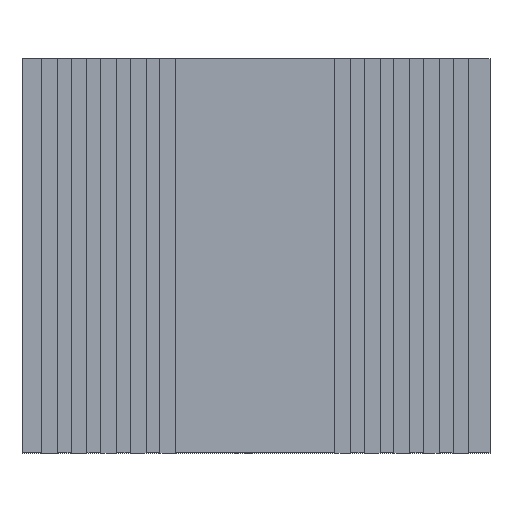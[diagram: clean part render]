
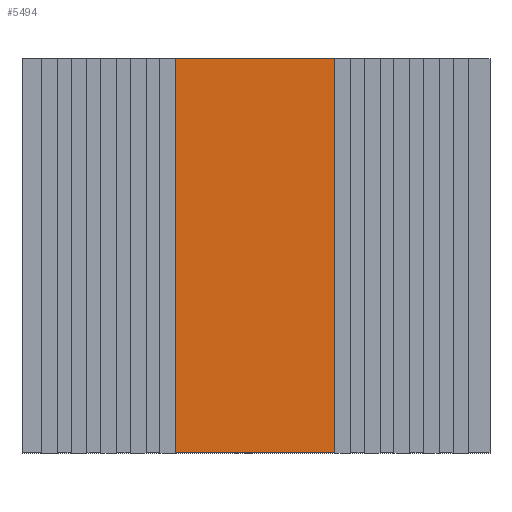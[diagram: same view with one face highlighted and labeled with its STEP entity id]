
A CAD part, top view. The second image highlights one B-rep face of the part: STEP entity #5494.
In plain terms, the highlighted planar face has unit normal (0, 0, 1).
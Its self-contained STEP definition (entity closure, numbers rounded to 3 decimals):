
#627 = PLANE('',#628);
#628 = AXIS2_PLACEMENT_3D('',#629,#630,#631);
#629 = CARTESIAN_POINT('',(-47.5,40.,0.));
#630 = DIRECTION('',(0.,1.,0.));
#631 = DIRECTION('',(1.,0.,0.));
#654 = PLANE('',#655);
#655 = AXIS2_PLACEMENT_3D('',#656,#657,#658);
#656 = CARTESIAN_POINT('',(-16.325,-40.,-10.));
#657 = DIRECTION('',(1.,0.,0.));
#658 = DIRECTION('',(0.,0.,1.));
#1902 = PLANE('',#1903);
#1903 = AXIS2_PLACEMENT_3D('',#1904,#1905,#1906);
#1904 = CARTESIAN_POINT('',(16.,-40.,2.));
#1905 = DIRECTION('',(-1.,0.,0.));
#1906 = DIRECTION('',(0.,0.,-1.));
#1930 = PLANE('',#1931);
#1931 = AXIS2_PLACEMENT_3D('',#1932,#1933,#1934);
#1932 = CARTESIAN_POINT('',(47.5,-40.,0.));
#1933 = DIRECTION('',(0.,-1.,0.));
#1934 = DIRECTION('',(-1.,0.,0.));
#3292 = VERTEX_POINT('',#3293);
#3293 = CARTESIAN_POINT('',(-16.325,40.,2.));
#3312 = EDGE_CURVE('',#3313,#3292,#3315,.T.);
#3313 = VERTEX_POINT('',#3314);
#3314 = CARTESIAN_POINT('',(-16.325,-40.,2.));
#3315 = SURFACE_CURVE('',#3316,(#3320,#3327),.PCURVE_S1.);
#3316 = LINE('',#3317,#3318);
#3317 = CARTESIAN_POINT('',(-16.325,-40.,2.));
#3318 = VECTOR('',#3319,1.);
#3319 = DIRECTION('',(0.,1.,0.));
#3320 = PCURVE('',#654,#3321);
#3321 = DEFINITIONAL_REPRESENTATION('',(#3322),#3326);
#3322 = LINE('',#3323,#3324);
#3323 = CARTESIAN_POINT('',(12.,0.));
#3324 = VECTOR('',#3325,1.);
#3325 = DIRECTION('',(0.,-1.));
#3326 = ( GEOMETRIC_REPRESENTATION_CONTEXT(2) 
PARAMETRIC_REPRESENTATION_CONTEXT() REPRESENTATION_CONTEXT('2D SPACE',''
  ) );
#3327 = PCURVE('',#3328,#3333);
#3328 = PLANE('',#3329);
#3329 = AXIS2_PLACEMENT_3D('',#3330,#3331,#3332);
#3330 = CARTESIAN_POINT('',(0.,0.,2.));
#3331 = DIRECTION('',(-0.,-0.,-1.));
#3332 = DIRECTION('',(-1.,0.,0.));
#3333 = DEFINITIONAL_REPRESENTATION('',(#3334),#3338);
#3334 = LINE('',#3335,#3336);
#3335 = CARTESIAN_POINT('',(16.325,-40.));
#3336 = VECTOR('',#3337,1.);
#3337 = DIRECTION('',(0.,1.));
#3338 = ( GEOMETRIC_REPRESENTATION_CONTEXT(2) 
PARAMETRIC_REPRESENTATION_CONTEXT() REPRESENTATION_CONTEXT('2D SPACE',''
  ) );
#3366 = EDGE_CURVE('',#3292,#3367,#3369,.T.);
#3367 = VERTEX_POINT('',#3368);
#3368 = CARTESIAN_POINT('',(16.,40.,2.));
#3369 = SURFACE_CURVE('',#3370,(#3374,#3381),.PCURVE_S1.);
#3370 = LINE('',#3371,#3372);
#3371 = CARTESIAN_POINT('',(-47.5,40.,2.));
#3372 = VECTOR('',#3373,1.);
#3373 = DIRECTION('',(1.,0.,0.));
#3374 = PCURVE('',#627,#3375);
#3375 = DEFINITIONAL_REPRESENTATION('',(#3376),#3380);
#3376 = LINE('',#3377,#3378);
#3377 = CARTESIAN_POINT('',(0.,-2.));
#3378 = VECTOR('',#3379,1.);
#3379 = DIRECTION('',(1.,0.));
#3380 = ( GEOMETRIC_REPRESENTATION_CONTEXT(2) 
PARAMETRIC_REPRESENTATION_CONTEXT() REPRESENTATION_CONTEXT('2D SPACE',''
  ) );
#3381 = PCURVE('',#3328,#3382);
#3382 = DEFINITIONAL_REPRESENTATION('',(#3383),#3387);
#3383 = LINE('',#3384,#3385);
#3384 = CARTESIAN_POINT('',(47.5,40.));
#3385 = VECTOR('',#3386,1.);
#3386 = DIRECTION('',(-1.,0.));
#3387 = ( GEOMETRIC_REPRESENTATION_CONTEXT(2) 
PARAMETRIC_REPRESENTATION_CONTEXT() REPRESENTATION_CONTEXT('2D SPACE',''
  ) );
#4010 = VERTEX_POINT('',#4011);
#4011 = CARTESIAN_POINT('',(16.,-40.,2.));
#4032 = EDGE_CURVE('',#4010,#3313,#4033,.T.);
#4033 = SURFACE_CURVE('',#4034,(#4038,#4045),.PCURVE_S1.);
#4034 = LINE('',#4035,#4036);
#4035 = CARTESIAN_POINT('',(47.5,-40.,2.));
#4036 = VECTOR('',#4037,1.);
#4037 = DIRECTION('',(-1.,0.,0.));
#4038 = PCURVE('',#1930,#4039);
#4039 = DEFINITIONAL_REPRESENTATION('',(#4040),#4044);
#4040 = LINE('',#4041,#4042);
#4041 = CARTESIAN_POINT('',(0.,-2.));
#4042 = VECTOR('',#4043,1.);
#4043 = DIRECTION('',(1.,0.));
#4044 = ( GEOMETRIC_REPRESENTATION_CONTEXT(2) 
PARAMETRIC_REPRESENTATION_CONTEXT() REPRESENTATION_CONTEXT('2D SPACE',''
  ) );
#4045 = PCURVE('',#3328,#4046);
#4046 = DEFINITIONAL_REPRESENTATION('',(#4047),#4051);
#4047 = LINE('',#4048,#4049);
#4048 = CARTESIAN_POINT('',(-47.5,-40.));
#4049 = VECTOR('',#4050,1.);
#4050 = DIRECTION('',(1.,0.));
#4051 = ( GEOMETRIC_REPRESENTATION_CONTEXT(2) 
PARAMETRIC_REPRESENTATION_CONTEXT() REPRESENTATION_CONTEXT('2D SPACE',''
  ) );
#4058 = EDGE_CURVE('',#4010,#3367,#4059,.T.);
#4059 = SURFACE_CURVE('',#4060,(#4064,#4071),.PCURVE_S1.);
#4060 = LINE('',#4061,#4062);
#4061 = CARTESIAN_POINT('',(16.,-40.,2.));
#4062 = VECTOR('',#4063,1.);
#4063 = DIRECTION('',(0.,1.,0.));
#4064 = PCURVE('',#1902,#4065);
#4065 = DEFINITIONAL_REPRESENTATION('',(#4066),#4070);
#4066 = LINE('',#4067,#4068);
#4067 = CARTESIAN_POINT('',(0.,0.));
#4068 = VECTOR('',#4069,1.);
#4069 = DIRECTION('',(0.,-1.));
#4070 = ( GEOMETRIC_REPRESENTATION_CONTEXT(2) 
PARAMETRIC_REPRESENTATION_CONTEXT() REPRESENTATION_CONTEXT('2D SPACE',''
  ) );
#4071 = PCURVE('',#3328,#4072);
#4072 = DEFINITIONAL_REPRESENTATION('',(#4073),#4077);
#4073 = LINE('',#4074,#4075);
#4074 = CARTESIAN_POINT('',(-16.,-40.));
#4075 = VECTOR('',#4076,1.);
#4076 = DIRECTION('',(0.,1.));
#4077 = ( GEOMETRIC_REPRESENTATION_CONTEXT(2) 
PARAMETRIC_REPRESENTATION_CONTEXT() REPRESENTATION_CONTEXT('2D SPACE',''
  ) );
#5494 = ADVANCED_FACE('',(#5495),#3328,.F.);
#5495 = FACE_BOUND('',#5496,.F.);
#5496 = EDGE_LOOP('',(#5497,#5498,#5499,#5500));
#5497 = ORIENTED_EDGE('',*,*,#4058,.F.);
#5498 = ORIENTED_EDGE('',*,*,#4032,.T.);
#5499 = ORIENTED_EDGE('',*,*,#3312,.T.);
#5500 = ORIENTED_EDGE('',*,*,#3366,.T.);
